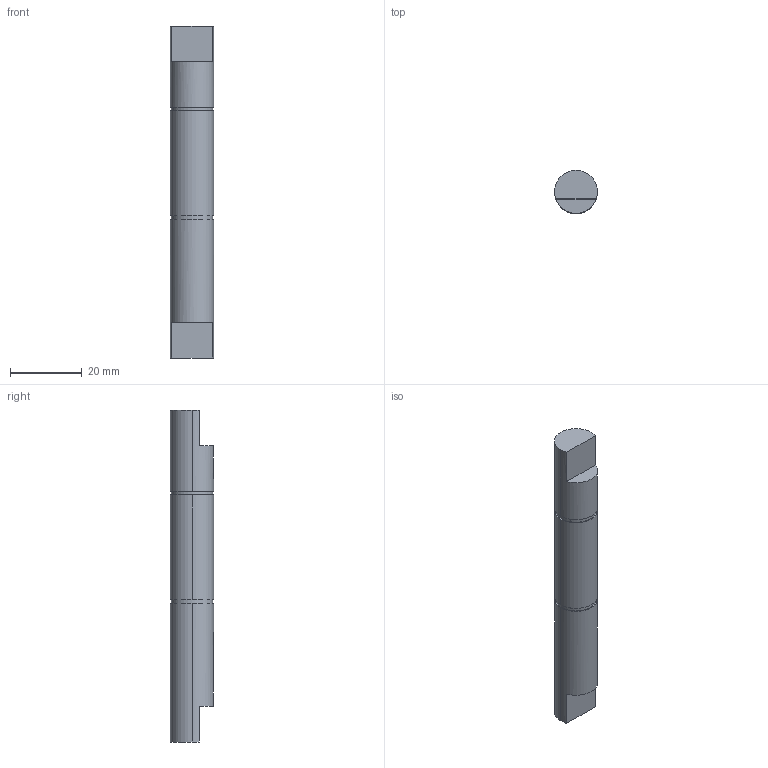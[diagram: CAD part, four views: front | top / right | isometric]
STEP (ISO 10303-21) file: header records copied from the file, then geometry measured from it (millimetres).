
FILE_DESCRIPTION(('CATIA V5 STEP Exchange'),'2;1');
FILE_NAME('VSOTR1100-X.Axis - shaft harzgard.stp','2022-10-29T12:55:49+00:00',('none'),('none'),'CATIA Version 5 Release 21 GA (IN-10)','CATIA V5 STEP AP203','none');
FILE_SCHEMA(('CONFIG_CONTROL_DESIGN'));
Length unit declared in the file: millimetre
Products named in the file (1): VSOTR1100-X.Axis - shaft harzgard
Bounding box: 12 x 12 x 92.5 mm (x, y, z)
Volume: 9783 mm3; surface area: 3678 mm2
Topology: 1 solids, 1 shells, 20 faces, 42 edges, 28 vertices
Faces by surface type: plane 10, cylinder 10
Entity records: 523 total; most frequent: ORIENTED_EDGE 84, CARTESIAN_POINT 82, DIRECTION 64, EDGE_CURVE 42, AXIS2_PLACEMENT_3D 36, VERTEX_POINT 28, CIRCLE 24, EDGE_LOOP 24
